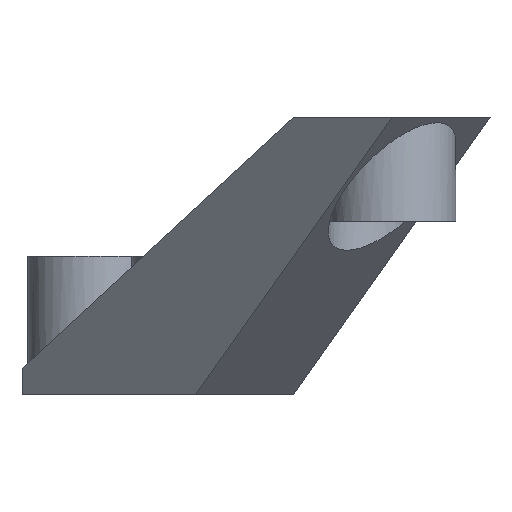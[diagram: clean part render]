
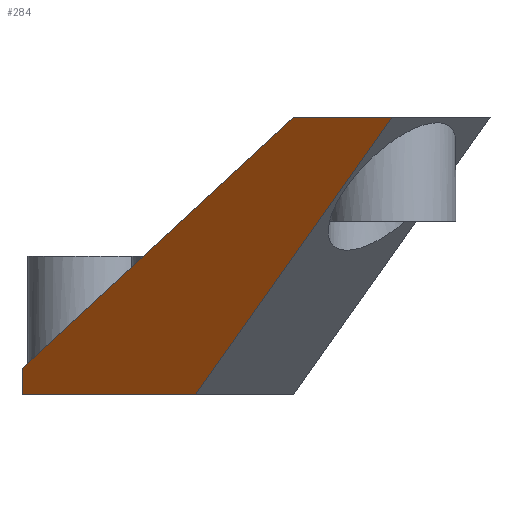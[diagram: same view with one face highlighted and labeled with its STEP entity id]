
A CAD part, left-side view. The second image highlights one B-rep face of the part: STEP entity #284.
In plain terms, the highlighted planar face has unit normal (-0.707, 0.707, 0).
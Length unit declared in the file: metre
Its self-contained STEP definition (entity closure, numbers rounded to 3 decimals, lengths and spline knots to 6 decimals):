
#29=LINE('',#460,#47);
#32=LINE('',#466,#50);
#33=LINE('',#468,#51);
#34=LINE('',#470,#52);
#35=LINE('',#472,#53);
#47=VECTOR('',#364,1.);
#50=VECTOR('',#369,1.);
#51=VECTOR('',#370,1.);
#52=VECTOR('',#371,1.);
#53=VECTOR('',#372,1.);
#70=ORIENTED_EDGE('',*,*,#140,.F.);
#71=ORIENTED_EDGE('',*,*,#137,.T.);
#72=ORIENTED_EDGE('',*,*,#141,.T.);
#73=ORIENTED_EDGE('',*,*,#142,.F.);
#74=ORIENTED_EDGE('',*,*,#143,.F.);
#137=EDGE_CURVE('',#173,#172,#29,.T.);
#140=EDGE_CURVE('',#173,#175,#32,.T.);
#141=EDGE_CURVE('',#172,#176,#33,.T.);
#142=EDGE_CURVE('',#177,#176,#34,.T.);
#143=EDGE_CURVE('',#175,#177,#35,.T.);
#172=VERTEX_POINT('',#459);
#173=VERTEX_POINT('',#461);
#175=VERTEX_POINT('',#467);
#176=VERTEX_POINT('',#469);
#177=VERTEX_POINT('',#471);
#207=EDGE_LOOP('',(#70,#71,#72,#73,#74));
#241=FACE_BOUND('',#207,.T.);
#273=PLANE('',#319);
#284=ADVANCED_FACE('',(#241),#273,.T.);
#319=AXIS2_PLACEMENT_3D('',#465,#367,#368);
#364=DIRECTION('',(-0.707,-0.707,0.));
#367=DIRECTION('',(-0.707,0.707,0.));
#368=DIRECTION('',(-0.707,-0.707,0.));
#369=DIRECTION('',(0.,0.,1.));
#370=DIRECTION('',(-0.5,-0.5,0.707));
#371=DIRECTION('',(-0.707,-0.707,0.));
#372=DIRECTION('',(-0.592,-0.592,0.547));
#459=CARTESIAN_POINT('',(0.030429,0.0375,0.));
#460=CARTESIAN_POINT('',(0.037714,0.044786,0.));
#461=CARTESIAN_POINT('',(0.042929,0.05,0.));
#465=CARTESIAN_POINT('',(-0.003536,0.003536,0.));
#466=CARTESIAN_POINT('',(0.042929,0.05,0.));
#467=CARTESIAN_POINT('',(0.042929,0.05,0.001912));
#468=CARTESIAN_POINT('',(0.030429,0.0375,0.));
#469=CARTESIAN_POINT('',(0.016263,0.023335,0.02));
#470=CARTESIAN_POINT('',(0.019799,0.02687,0.02));
#471=CARTESIAN_POINT('',(0.023335,0.030406,0.02));
#472=CARTESIAN_POINT('',(0.045,0.052071,0.));
